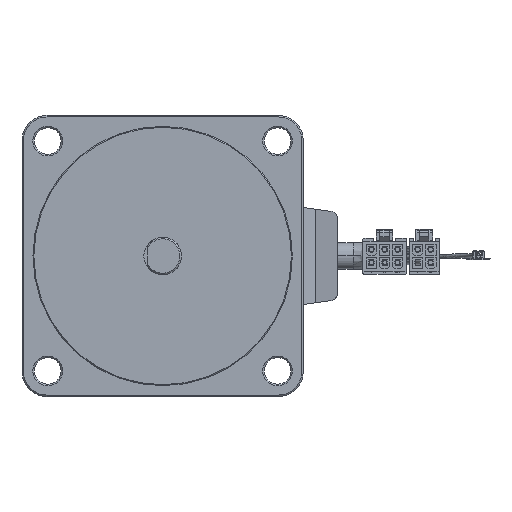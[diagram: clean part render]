
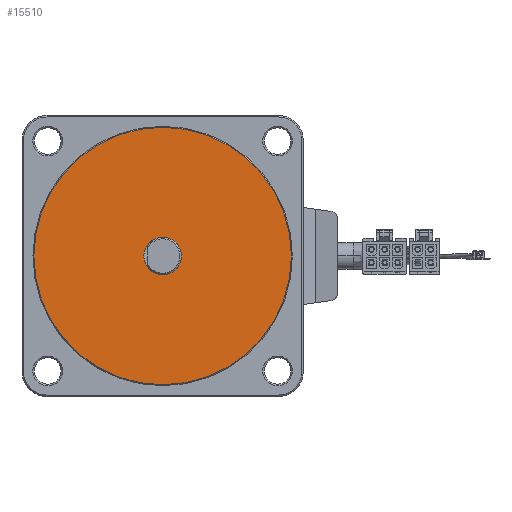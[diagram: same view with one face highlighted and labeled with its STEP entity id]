
A CAD part, left-side view. The second image highlights one B-rep face of the part: STEP entity #15510.
In plain terms, the highlighted face is planar.
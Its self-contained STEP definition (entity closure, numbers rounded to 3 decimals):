
#298 = AXIS2_PLACEMENT_3D ( 'NONE', #23619, #8091, #26212 ) ;
#968 = CIRCLE ( 'NONE', #10292, 41.2 ) ;
#2023 = DIRECTION ( 'NONE',  ( 0., 1., 0. ) ) ;
#2180 = AXIS2_PLACEMENT_3D ( 'NONE', #2504, #7705, #25833 ) ;
#2504 = CARTESIAN_POINT ( 'NONE',  ( 0., -2., 0. ) ) ;
#5001 = PLANE ( 'NONE',  #2180 ) ;
#6440 = ORIENTED_EDGE ( 'NONE', *, *, #19214, .F. ) ;
#7169 = EDGE_CURVE ( 'NONE', #20864, #11433, #20116, .T. ) ;
#7705 = DIRECTION ( 'NONE',  ( 0., 1., 0. ) ) ;
#7982 = ORIENTED_EDGE ( 'NONE', *, *, #7169, .F. ) ;
#8091 = DIRECTION ( 'NONE',  ( 0., -1., 0. ) ) ;
#8633 = EDGE_LOOP ( 'NONE', ( #9920, #7982 ) ) ;
#9518 = VERTEX_POINT ( 'NONE', #16314 ) ;
#9920 = ORIENTED_EDGE ( 'NONE', *, *, #19816, .F. ) ;
#10143 = EDGE_LOOP ( 'NONE', ( #32788, #6440 ) ) ;
#10292 = AXIS2_PLACEMENT_3D ( 'NONE', #17563, #2023, #20167 ) ;
#10494 = FACE_BOUND ( 'NONE', #8633, .T. ) ;
#11297 = VERTEX_POINT ( 'NONE', #21574 ) ;
#11433 = VERTEX_POINT ( 'NONE', #23141 ) ;
#13328 = CARTESIAN_POINT ( 'NONE',  ( 0., -2., 0. ) ) ;
#14931 = DIRECTION ( 'NONE',  ( 0., -1., 0. ) ) ;
#15510 = ADVANCED_FACE ( 'NONE', ( #10494, #31137 ), #5001, .F. ) ;
#15548 = CIRCLE ( 'NONE', #298, 6. ) ;
#15938 = DIRECTION ( 'NONE',  ( 0., 0., 1. ) ) ;
#16314 = CARTESIAN_POINT ( 'NONE',  ( 0., -2., -41.2 ) ) ;
#17563 = CARTESIAN_POINT ( 'NONE',  ( 0., -2., 0. ) ) ;
#18327 = AXIS2_PLACEMENT_3D ( 'NONE', #30409, #14931, #33011 ) ;
#19214 = EDGE_CURVE ( 'NONE', #9518, #11297, #968, .T. ) ;
#19816 = EDGE_CURVE ( 'NONE', #11433, #20864, #15548, .T. ) ;
#20116 = CIRCLE ( 'NONE', #18327, 6. ) ;
#20167 = DIRECTION ( 'NONE',  ( 0., 0., 1. ) ) ;
#20864 = VERTEX_POINT ( 'NONE', #31337 ) ;
#21574 = CARTESIAN_POINT ( 'NONE',  ( 0., -2., 41.2 ) ) ;
#23141 = CARTESIAN_POINT ( 'NONE',  ( 0., -2., -6. ) ) ;
#23594 = AXIS2_PLACEMENT_3D ( 'NONE', #13328, #31405, #15938 ) ;
#23619 = CARTESIAN_POINT ( 'NONE',  ( 0., -2., 0. ) ) ;
#25833 = DIRECTION ( 'NONE',  ( 0., 0., 1. ) ) ;
#25836 = EDGE_CURVE ( 'NONE', #11297, #9518, #29051, .T. ) ;
#26212 = DIRECTION ( 'NONE',  ( 0., 0., -1. ) ) ;
#29051 = CIRCLE ( 'NONE', #23594, 41.2 ) ;
#30409 = CARTESIAN_POINT ( 'NONE',  ( 0., -2., 0. ) ) ;
#31137 = FACE_OUTER_BOUND ( 'NONE', #10143, .T. ) ;
#31337 = CARTESIAN_POINT ( 'NONE',  ( 0., -2., 6. ) ) ;
#31405 = DIRECTION ( 'NONE',  ( 0., 1., 0. ) ) ;
#32788 = ORIENTED_EDGE ( 'NONE', *, *, #25836, .F. ) ;
#33011 = DIRECTION ( 'NONE',  ( 0., 0., -1. ) ) ;
